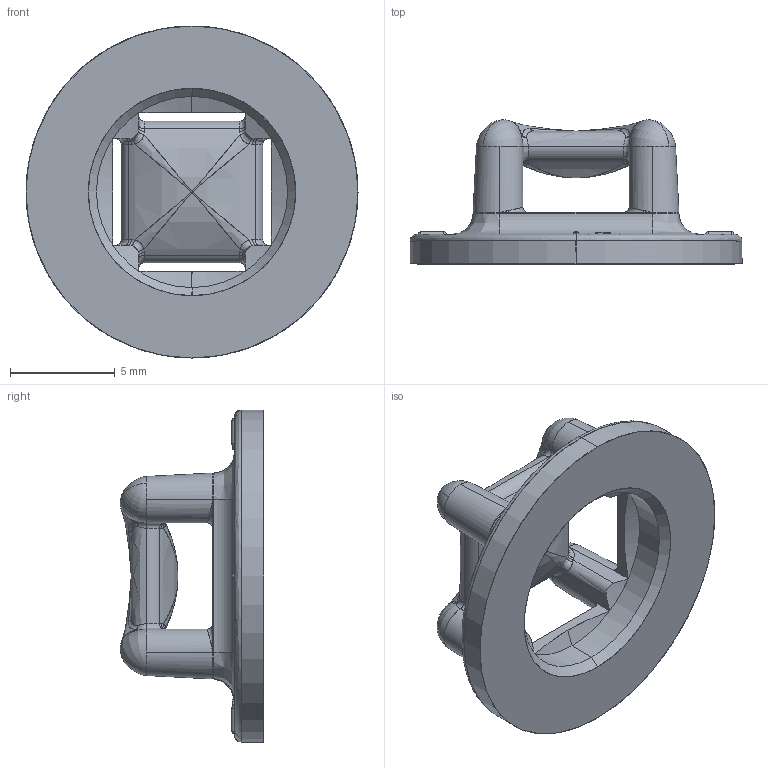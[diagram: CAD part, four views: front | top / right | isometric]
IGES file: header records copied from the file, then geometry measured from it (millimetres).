
Start section: SolidWorks IGES file using analytic representation for surfaces
Global section: file name: cb4563v3p(no fixture).IGS; native system: SolidWorks 2017; preprocessor: SolidWorks 2017; author: janet.hutchins; date: 170510.113534; units: inch
Bounding box: 15.88 x 6.89 x 15.88 mm (x, y, z)
Surface area: 652.4 mm2 (no closed solid volume)
Topology: 0 solids, 0 shells, 313 faces, 2612 edges, 2558 vertices
Faces by surface type: bspline 243, revolution 70
